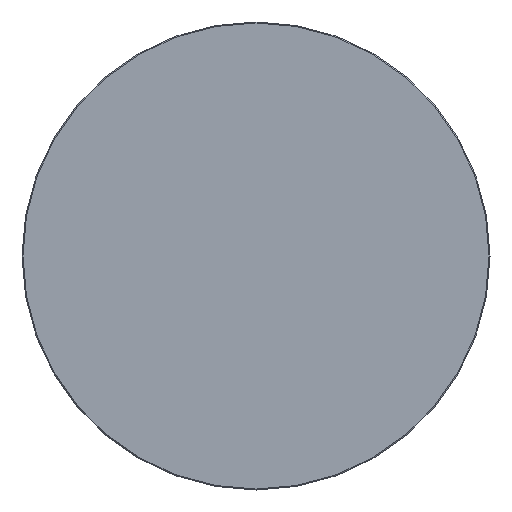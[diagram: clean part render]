
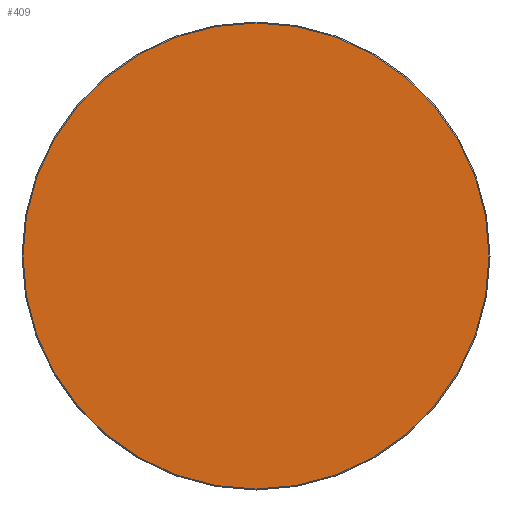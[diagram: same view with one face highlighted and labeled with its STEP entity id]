
A CAD part, left-side view. The second image highlights one B-rep face of the part: STEP entity #409.
In plain terms, the highlighted planar face has unit normal (-1, 0, 0).
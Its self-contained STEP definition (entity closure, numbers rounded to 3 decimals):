
#83 = CARTESIAN_POINT ( 'NONE',  ( 0., 0., 70.7 ) ) ;
#85 = ORIENTED_EDGE ( 'NONE', *, *, #1899, .T. ) ;
#141 = DIRECTION ( 'NONE',  ( 0., 0., 1. ) ) ;
#227 = EDGE_LOOP ( 'NONE', ( #85, #637 ) ) ;
#363 = CIRCLE ( 'NONE', #1565, 70.7 ) ;
#409 = ADVANCED_FACE ( 'NONE', ( #1371 ), #599, .F. ) ;
#560 = DIRECTION ( 'NONE',  ( -1., 0., 0. ) ) ;
#599 = PLANE ( 'NONE',  #1754 ) ;
#637 = ORIENTED_EDGE ( 'NONE', *, *, #966, .T. ) ;
#756 = DIRECTION ( 'NONE',  ( 1., 0., 0. ) ) ;
#860 = AXIS2_PLACEMENT_3D ( 'NONE', #1308, #560, #1024 ) ;
#966 = EDGE_CURVE ( 'NONE', #1886, #1404, #363, .T. ) ;
#1024 = DIRECTION ( 'NONE',  ( 0., 0., 1. ) ) ;
#1266 = CARTESIAN_POINT ( 'NONE',  ( 0., 0., -70.7 ) ) ;
#1308 = CARTESIAN_POINT ( 'NONE',  ( 0., 0., 0. ) ) ;
#1371 = FACE_OUTER_BOUND ( 'NONE', #227, .T. ) ;
#1392 = DIRECTION ( 'NONE',  ( -1., 0., 0. ) ) ;
#1404 = VERTEX_POINT ( 'NONE', #1266 ) ;
#1415 = CIRCLE ( 'NONE', #860, 70.7 ) ;
#1565 = AXIS2_PLACEMENT_3D ( 'NONE', #1861, #1392, #141 ) ;
#1679 = CARTESIAN_POINT ( 'NONE',  ( 0., 0., 0. ) ) ;
#1754 = AXIS2_PLACEMENT_3D ( 'NONE', #1679, #756, #1819 ) ;
#1819 = DIRECTION ( 'NONE',  ( 0., 0., -1. ) ) ;
#1861 = CARTESIAN_POINT ( 'NONE',  ( 0., 0., 0. ) ) ;
#1886 = VERTEX_POINT ( 'NONE', #83 ) ;
#1899 = EDGE_CURVE ( 'NONE', #1404, #1886, #1415, .T. ) ;
